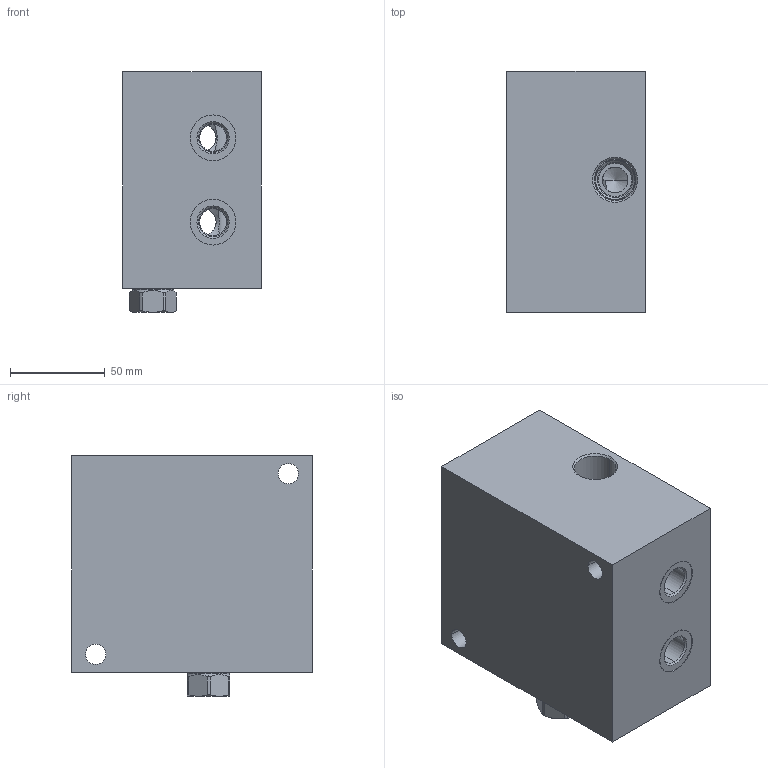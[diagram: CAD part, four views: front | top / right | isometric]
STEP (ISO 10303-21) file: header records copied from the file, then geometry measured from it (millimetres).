
FILE_DESCRIPTION((''),'2;1');
FILE_NAME('XOU_ASM','2023-09-19T',('ProEService'),(''),'PRO/ENGINEER BY PARAMETRIC TECHNOLOGY CORPORATION, 2014200','PRO/ENGINEER BY PARAMETRIC TECHNOLOGY CORPORATION, 2014200','');
FILE_SCHEMA(('CONFIG_CONTROL_DESIGN'));
Length unit declared in the file: inch
Products named in the file (3): 152-137-010; CSABXXN; XOU_ASM
Assembly tree (2 placements, depth 2):
  XOU_ASM
    152-137-010
    CSABXXN
Bounding box: 73.03 x 127 x 126.97 mm (x, y, z)
Volume: 949639 mm3; surface area: 103814.4 mm2
Topology: 5 solids, 6 shells, 332 faces, 1014 edges, 825 vertices
Faces by surface type: cylinder 150, cone 95, plane 49, torus 24, revolution 12, sphere 2
Entity records: 13343 total; most frequent: CARTESIAN_POINT 4334, DIRECTION 1991, ORIENTED_EDGE 1480, EDGE_CURVE 740, AXIS2_PLACEMENT_3D 724, VECTOR 531, LINE 531, VERTEX_POINT 439
